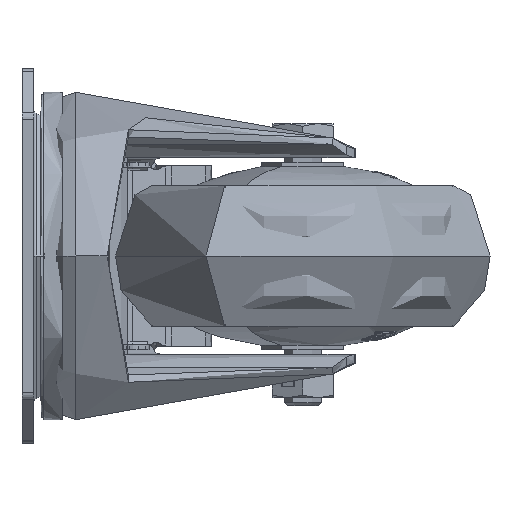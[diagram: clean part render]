
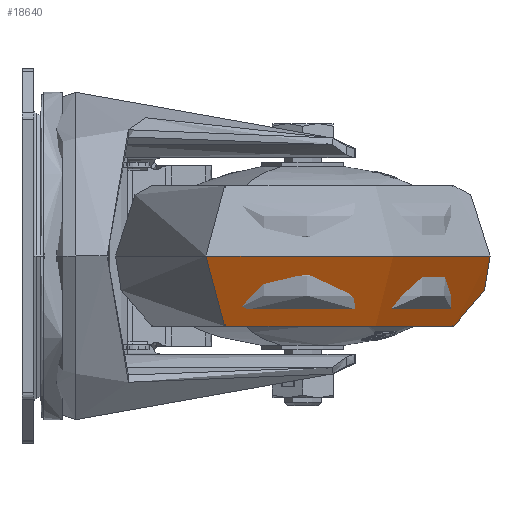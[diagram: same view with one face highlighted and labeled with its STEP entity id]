
A CAD part, left-side view. The second image highlights one B-rep face of the part: STEP entity #18640.
In plain terms, the highlighted free-form (B-spline) face has degree [3, 3] with [4, 4] control points.
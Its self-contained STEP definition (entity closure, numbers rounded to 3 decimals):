
#2716 = CIRCLE ( 'NONE', #13643, 32.25 ) ;
#4634 = CARTESIAN_POINT ( 'NONE',  ( 72.231, -74.694, -8.787 ) ) ;
#4929 = ORIENTED_EDGE ( 'NONE', *, *, #26096, .T. ) ;
#6169 = CARTESIAN_POINT ( 'NONE',  ( -22.968, -92.513, -15. ) ) ;
#6624 = DIRECTION ( 'NONE',  ( 0., 0., 1. ) ) ;
#11452 = CARTESIAN_POINT ( 'NONE',  ( 72.231, -74.694, 0. ) ) ;
#11528 = EDGE_CURVE ( 'NONE', #71416, #91039, #2716, .T. ) ;
#11533 = FACE_OUTER_BOUND ( 'NONE', #28253, .T. ) ;
#12079 =( BOUNDED_CURVE ( )  B_SPLINE_CURVE ( 3, ( #56856, #12408, #4634, #11452 ),
 .UNSPECIFIED., .F., .F. ) 
 B_SPLINE_CURVE_WITH_KNOTS ( ( 4, 4 ),
 ( 3.142, 4.712 ),
 .UNSPECIFIED. ) 
 CURVE ( )  GEOMETRIC_REPRESENTATION_ITEM ( )  RATIONAL_B_SPLINE_CURVE ( ( 1., 0.805, 0.805, 1. ) ) 
 REPRESENTATION_ITEM ( '' )  );
#12408 = CARTESIAN_POINT ( 'NONE',  ( 69.484, -73.033, -15. ) ) ;
#12497 = CARTESIAN_POINT ( 'NONE',  ( 6.516, -34.967, -15. ) ) ;
#13408 = CIRCLE ( 'NONE', #58628, 40. ) ;
#13643 = AXIS2_PLACEMENT_3D ( 'NONE', #38180, #66940, #74267 ) ;
#13947 = ORIENTED_EDGE ( 'NONE', *, *, #11528, .T. ) ;
#18640 = ADVANCED_FACE ( 'NONE', ( #11533 ), #89855, .F. ) ;
#18923 = CARTESIAN_POINT ( 'NONE',  ( 3.769, -33.306, -8.787 ) ) ;
#19726 = ORIENTED_EDGE ( 'NONE', *, *, #51492, .T. ) ;
#20777 = CARTESIAN_POINT ( 'NONE',  ( 30.843, -143.156, -8.787 ) ) ;
#21255 = CARTESIAN_POINT ( 'NONE',  ( -37.619, -101.768, 0. ) ) ;
#26096 = EDGE_CURVE ( 'NONE', #81264, #71416, #53746, .T. ) ;
#27228 = CARTESIAN_POINT ( 'NONE',  ( 10.401, -37.316, -15. ) ) ;
#27610 = DIRECTION ( 'NONE',  ( -0.856, 0.517, 0. ) ) ;
#27967 = CARTESIAN_POINT ( 'NONE',  ( 72.231, -74.694, 0. ) ) ;
#28143 = CARTESIAN_POINT ( 'NONE',  ( 10.401, -37.316, -15. ) ) ;
#28253 = EDGE_LOOP ( 'NONE', ( #13947, #19726, #68624, #4929 ) ) ;
#35483 = CARTESIAN_POINT ( 'NONE',  ( 31.418, -136.001, -15. ) ) ;
#35984 = CARTESIAN_POINT ( 'NONE',  ( -37.619, -101.768, -8.787 ) ) ;
#38180 = CARTESIAN_POINT ( 'NONE',  ( 38., -54., -15. ) ) ;
#38612 = CARTESIAN_POINT ( 'NONE',  ( 10.401, -37.316, -15. ) ) ;
#42770 = CARTESIAN_POINT ( 'NONE',  ( 72.231, -74.694, -8.787 ) ) ;
#43243 = CARTESIAN_POINT ( 'NONE',  ( 32.23, -125.882, -15. ) ) ;
#48737 = CARTESIAN_POINT ( 'NONE',  ( 6.516, -34.967, -15. ) ) ;
#49588 = CARTESIAN_POINT ( 'NONE',  ( 3.769, -33.306, 0. ) ) ;
#50563 = CARTESIAN_POINT ( 'NONE',  ( 3.769, -33.306, -8.787 ) ) ;
#51492 = EDGE_CURVE ( 'NONE', #91039, #94957, #12079, .T. ) ;
#53746 =( BOUNDED_CURVE ( )  B_SPLINE_CURVE ( 3, ( #94003, #18923, #48737, #27228 ),
 .UNSPECIFIED., .F., .F. ) 
 B_SPLINE_CURVE_WITH_KNOTS ( ( 4, 4 ),
 ( 1.571, 3.142 ),
 .UNSPECIFIED. ) 
 CURVE ( )  GEOMETRIC_REPRESENTATION_ITEM ( )  RATIONAL_B_SPLINE_CURVE ( ( 1., 0.805, 0.805, 1. ) ) 
 REPRESENTATION_ITEM ( '' )  );
#56856 = CARTESIAN_POINT ( 'NONE',  ( 65.599, -70.684, -15. ) ) ;
#58628 = AXIS2_PLACEMENT_3D ( 'NONE', #91501, #6624, #27610 ) ;
#66940 = DIRECTION ( 'NONE',  ( 0., 0., 1. ) ) ;
#68624 = ORIENTED_EDGE ( 'NONE', *, *, #90323, .F. ) ;
#71416 = VERTEX_POINT ( 'NONE', #38612 ) ;
#71560 = CARTESIAN_POINT ( 'NONE',  ( -31.55, -97.935, -15. ) ) ;
#73086 = CARTESIAN_POINT ( 'NONE',  ( 65.599, -70.684, -15. ) ) ;
#74267 = DIRECTION ( 'NONE',  ( 0.856, -0.517, 0. ) ) ;
#79815 = CARTESIAN_POINT ( 'NONE',  ( 65.599, -70.684, -15. ) ) ;
#81264 = VERTEX_POINT ( 'NONE', #90639 ) ;
#87611 = CARTESIAN_POINT ( 'NONE',  ( 30.843, -143.156, 0. ) ) ;
#88068 = CARTESIAN_POINT ( 'NONE',  ( 72.231, -74.694, 0. ) ) ;
#88538 = CARTESIAN_POINT ( 'NONE',  ( 69.484, -73.033, -15. ) ) ;
#89855 =( BOUNDED_SURFACE ( )  B_SPLINE_SURFACE ( 3, 3, ( 
 ( #88068, #87611, #21255, #49588 ),
 ( #42770, #20777, #35984, #50563 ),
 ( #88538, #35483, #71560, #12497 ),
 ( #79815, #43243, #6169, #28143 ) ),
 .UNSPECIFIED., .F., .F., .F. ) 
 B_SPLINE_SURFACE_WITH_KNOTS ( ( 4, 4 ),
 ( 4, 4 ),
 ( 0., 1. ),
 ( 0., 1. ),
 .UNSPECIFIED. ) 
 GEOMETRIC_REPRESENTATION_ITEM ( )  RATIONAL_B_SPLINE_SURFACE ( (
 ( 1., 0.333, 0.333, 1.),
 ( 0.805, 0.268, 0.268, 0.805),
 ( 0.805, 0.268, 0.268, 0.805),
 ( 1., 0.333, 0.333, 1.) ) ) 
 REPRESENTATION_ITEM ( '' )  SURFACE ( )  );
#90323 = EDGE_CURVE ( 'NONE', #81264, #94957, #13408, .T. ) ;
#90639 = CARTESIAN_POINT ( 'NONE',  ( 3.769, -33.306, 0. ) ) ;
#91039 = VERTEX_POINT ( 'NONE', #73086 ) ;
#91501 = CARTESIAN_POINT ( 'NONE',  ( 38., -54., 0. ) ) ;
#94003 = CARTESIAN_POINT ( 'NONE',  ( 3.769, -33.306, 0. ) ) ;
#94957 = VERTEX_POINT ( 'NONE', #27967 ) ;
